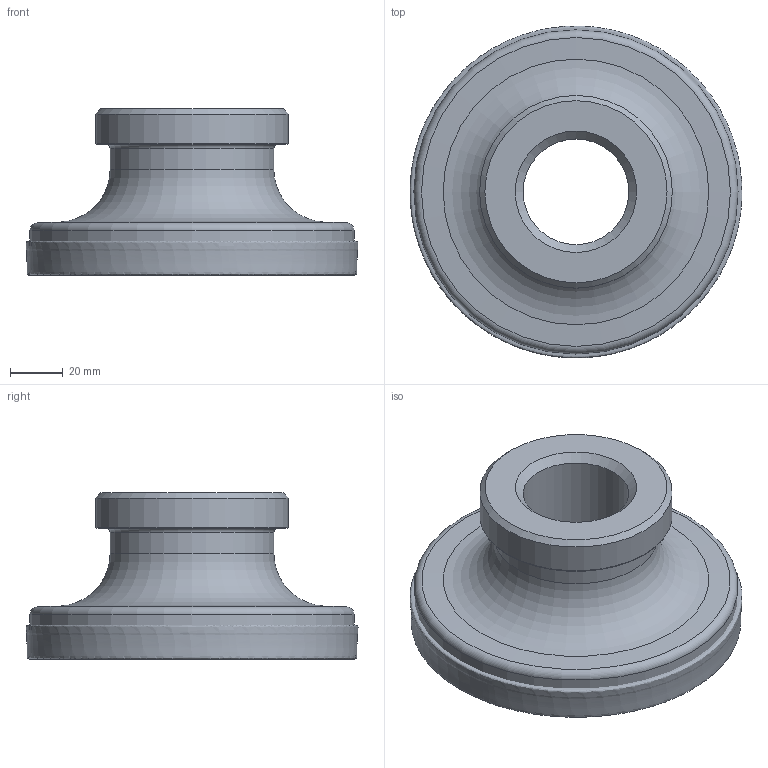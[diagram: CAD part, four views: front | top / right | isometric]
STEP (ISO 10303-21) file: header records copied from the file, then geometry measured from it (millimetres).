
FILE_DESCRIPTION(/* description */ (''),/* implementation_level */ '2;1');
FILE_NAME(/* name */ '1645771036897.stp',/* time_stamp */ '2022-02-25T12:07:32+06:00',/* author */ (''),/* organization */ ('SMS'),/* preprocessor_version */ 'ST-DEVELOPER v16.7',/* originating_system */ 'SIEMENS PLM Software NX 12.0',/* authorisation */ '');
FILE_SCHEMA (('AUTOMOTIVE_DESIGN { 1 0 10303 214 3 1 1 1 }'));
Length unit declared in the file: millimetre
Products named in the file (4): ASSEMBLY_CONSTRUCTION; 203801901mod000_00; 203978292mod000_00; 203978291mod000_00
Assembly tree (3 placements, depth 2):
  203978291mod000_00
    203978292mod000_00
    203801901mod000_00
    ASSEMBLY_CONSTRUCTION
Bounding box: 125.75 x 125.76 x 63 mm (x, y, z)
Volume: 303777.1 mm3; surface area: 63598.7 mm2
Topology: 2 solids, 2 shells, 27 faces, 59 edges, 54 vertices
Faces by surface type: cone 8, torus 8, cylinder 6, plane 4, bspline 1
Full cylindrical faces by diameter (mm): 40.013 x1, 56 x1, 62 x1, 73 x1, 74 x1, 122.8 x1
Entity records: 13377 total; most frequent: CARTESIAN_POINT 12619, DIRECTION 146, AXIS2_PLACEMENT_3D 73, FACE_BOUND 53, EDGE_LOOP 52, ORIENTED_EDGE 52, STYLED_ITEM 38, PRESENTATION_STYLE_ASSIGNMENT 38
